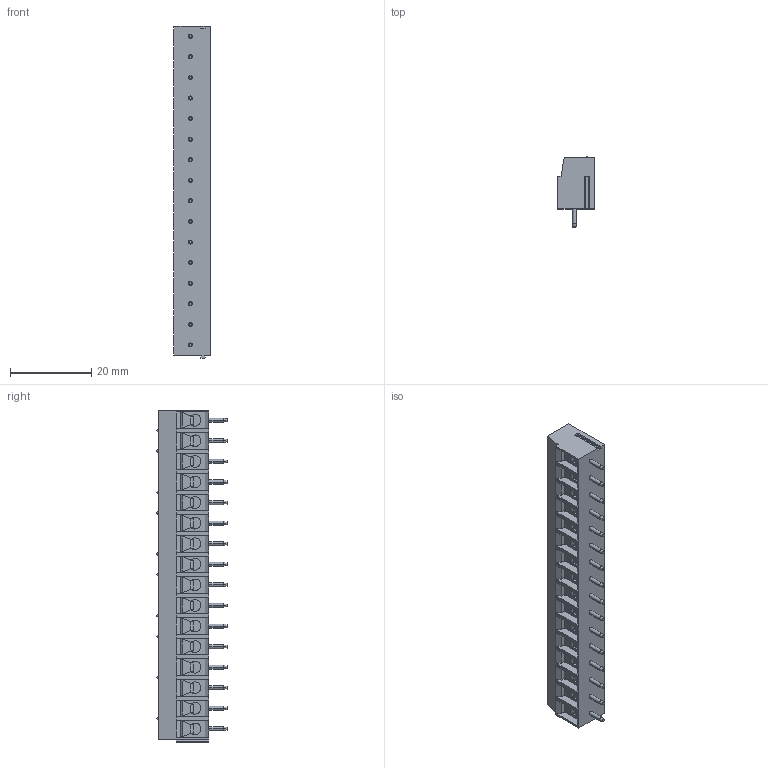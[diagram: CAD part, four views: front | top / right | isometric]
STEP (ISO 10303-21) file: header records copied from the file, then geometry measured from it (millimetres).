
FILE_DESCRIPTION((''),'2;1');
FILE_NAME('TL300R','2024-12-10T',('yanfa'),(''),'PRO/ENGINEER BY PARAMETRIC TECHNOLOGY CORPORATION, 2009280','PRO/ENGINEER BY PARAMETRIC TECHNOLOGY CORPORATION, 2009280','');
FILE_SCHEMA(('AUTOMOTIVE_DESIGN_CC2 { 1 2 10303 214 -1 1 5 2 }'));
Length unit declared in the file: millimetre
Products named in the file (1): TL300R
Bounding box: 9 x 17.3 x 81.97 mm (x, y, z)
Volume: 7402.5 mm3; surface area: 5898.5 mm2
Topology: 1 solids, 1 shells, 938 faces, 2392 edges, 1510 vertices
Faces by surface type: plane 496, cylinder 294, cone 96, torus 32, sphere 20
Entity records: 28540 total; most frequent: CARTESIAN_POINT 5780, ORIENTED_EDGE 4744, DIRECTION 4716, EDGE_CURVE 2372, AXIS2_PLACEMENT_3D 1662, VERTEX_POINT 1510, VECTOR 1392, LINE 1392
